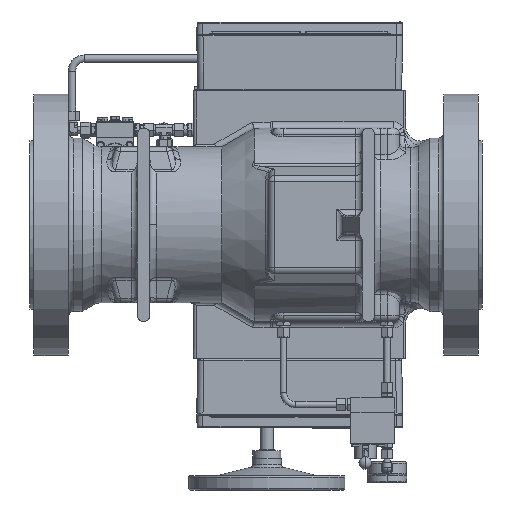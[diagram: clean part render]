
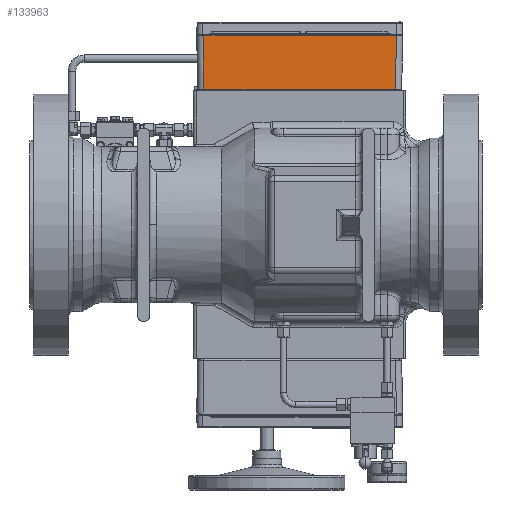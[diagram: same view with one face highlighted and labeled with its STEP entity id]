
A CAD part, front view. The second image highlights one B-rep face of the part: STEP entity #133963.
In plain terms, the highlighted planar face has unit normal (0, -1, -0.017).
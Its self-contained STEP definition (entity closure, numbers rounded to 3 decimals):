
#546 = LINE ( 'NONE', #82834, #52469 ) ;
#8334 = DIRECTION ( 'NONE',  ( 0.017, 0.017, -1. ) ) ;
#11981 = CARTESIAN_POINT ( 'NONE',  ( 286.466, 26.467, 216.967 ) ) ;
#11993 = VERTEX_POINT ( 'NONE', #74698 ) ;
#23308 = ORIENTED_EDGE ( 'NONE', *, *, #102579, .T. ) ;
#30876 = CARTESIAN_POINT ( 'NONE',  ( 275., 25., 305. ) ) ;
#35042 = VERTEX_POINT ( 'NONE', #35240 ) ;
#35240 = CARTESIAN_POINT ( 'NONE',  ( 594.972, 25.03, 303.212 ) ) ;
#36264 = ORIENTED_EDGE ( 'NONE', *, *, #67303, .T. ) ;
#37615 = ORIENTED_EDGE ( 'NONE', *, *, #49574, .F. ) ;
#44921 = VERTEX_POINT ( 'NONE', #78474 ) ;
#49574 = EDGE_CURVE ( 'Defeature ausgef�hrt2_1609+Defeature ausgef�hrt2_1595+Defeature ausgef�hrt2_1596+Defeature ausgef�hrt2_1594', #11993, #129606, #546, .T. ) ;
#52469 = VECTOR ( 'NONE', #93227, 1000. ) ;
#61437 = ORIENTED_EDGE ( 'NONE', *, *, #94125, .T. ) ;
#66292 = CARTESIAN_POINT ( 'NONE',  ( 275., 25.03, 303.212 ) ) ;
#67303 = EDGE_CURVE ( 'Defeature ausgef�hrt2_1595+Defeature ausgef�hrt2_1586+Defeature ausgef�hrt2_1609+Defeature ausgef�hrt2_1585', #11993, #35042, #113273, .T. ) ;
#74698 = CARTESIAN_POINT ( 'NONE',  ( 593.534, 26.467, 216.967 ) ) ;
#78474 = CARTESIAN_POINT ( 'NONE',  ( 285.028, 25.03, 303.212 ) ) ;
#82668 = DIRECTION ( 'NONE',  ( 0., -1., -0.017 ) ) ;
#82834 = CARTESIAN_POINT ( 'NONE',  ( 275., 26.467, 216.967 ) ) ;
#85073 = VECTOR ( 'NONE', #128416, 1000. ) ;
#86781 = VECTOR ( 'NONE', #8334, 1000. ) ;
#93059 = PLANE ( 'NONE',  #114125 ) ;
#93227 = DIRECTION ( 'NONE',  ( -1., 0., 0. ) ) ;
#94125 = EDGE_CURVE ( 'Defeature ausgef�hrt2_1595+Defeature ausgef�hrt2_1585+Defeature ausgef�hrt2_1586+Defeature ausgef�hrt2_1590', #35042, #44921, #120499, .T. ) ;
#100303 = VECTOR ( 'NONE', #108413, 1000. ) ;
#102579 = EDGE_CURVE ( 'Defeature ausgef�hrt2_1595+Defeature ausgef�hrt2_1590+Defeature ausgef�hrt2_1585+Defeature ausgef�hrt2_1609', #44921, #129606, #122481, .T. ) ;
#108413 = DIRECTION ( 'NONE',  ( 0.017, -0.017, 1. ) ) ;
#110875 = CARTESIAN_POINT ( 'NONE',  ( 285.028, 25.03, 303.212 ) ) ;
#113273 = LINE ( 'NONE', #129204, #100303 ) ;
#114125 = AXIS2_PLACEMENT_3D ( 'NONE', #30876, #82668, #124322 ) ;
#120499 = LINE ( 'NONE', #66292, #85073 ) ;
#122481 = LINE ( 'NONE', #110875, #86781 ) ;
#123943 = EDGE_LOOP ( 'NONE', ( #36264, #61437, #23308, #37615 ) ) ;
#124322 = DIRECTION ( 'NONE',  ( 0., 0.017, -1. ) ) ;
#126541 = FACE_OUTER_BOUND ( 'NONE', #123943, .T. ) ;
#128416 = DIRECTION ( 'NONE',  ( -1., 0., 0. ) ) ;
#129204 = CARTESIAN_POINT ( 'NONE',  ( 593.534, 26.467, 216.967 ) ) ;
#129606 = VERTEX_POINT ( 'NONE', #11981 ) ;
#133963 = ADVANCED_FACE ( 'Defeature ausgef�hrt2_1595', ( #126541 ), #93059, .T. ) ;
